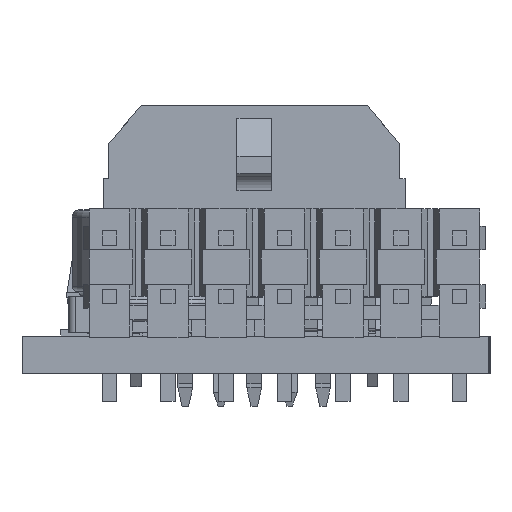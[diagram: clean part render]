
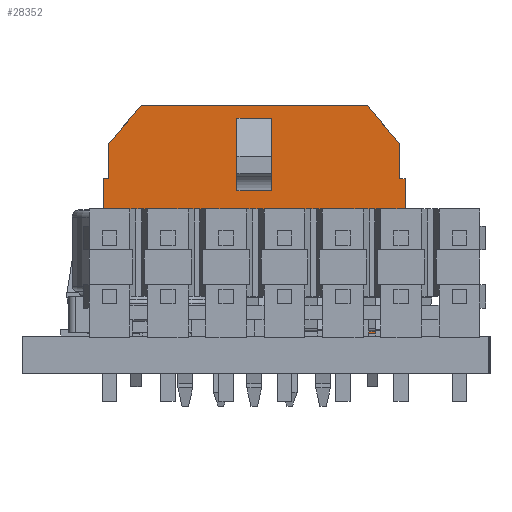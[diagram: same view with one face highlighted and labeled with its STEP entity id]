
A CAD part, left-side view. The second image highlights one B-rep face of the part: STEP entity #28352.
In plain terms, the highlighted planar face has unit normal (-1, 0, 0).
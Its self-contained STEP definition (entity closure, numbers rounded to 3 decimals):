
#305=FACE_BOUND('',#2886,.T.);
#1252=FACE_OUTER_BOUND('',#2885,.T.);
#2885=EDGE_LOOP('',(#19328,#19329,#19330,#19331,#19332,#19333,#19334,#19335,
#19336,#19337,#19338,#19339,#19340,#19341));
#2886=EDGE_LOOP('',(#19342,#19343,#19344,#19345));
#4397=LINE('',#39668,#7957);
#4407=LINE('',#39688,#7967);
#4817=LINE('',#40535,#8377);
#4925=LINE('',#40746,#8485);
#4957=LINE('',#40806,#8517);
#4968=LINE('',#40827,#8528);
#4985=LINE('',#40858,#8545);
#4988=LINE('',#40865,#8548);
#4989=LINE('',#40866,#8549);
#4990=LINE('',#40867,#8550);
#4991=LINE('',#40868,#8551);
#4992=LINE('',#40870,#8552);
#4993=LINE('',#40872,#8553);
#4994=LINE('',#40873,#8554);
#4995=LINE('',#40876,#8555);
#4996=LINE('',#40878,#8556);
#4997=LINE('',#40880,#8557);
#4998=LINE('',#40881,#8558);
#7957=VECTOR('',#32113,1.);
#7967=VECTOR('',#32129,1.);
#8377=VECTOR('',#32803,1.);
#8485=VECTOR('',#32953,1.);
#8517=VECTOR('',#32997,1.);
#8528=VECTOR('',#33012,1.);
#8545=VECTOR('',#33035,1.);
#8548=VECTOR('',#33042,1.);
#8549=VECTOR('',#33043,1.);
#8550=VECTOR('',#33044,1.);
#8551=VECTOR('',#33045,1.);
#8552=VECTOR('',#33046,1.);
#8553=VECTOR('',#33047,1.);
#8554=VECTOR('',#33048,1.);
#8555=VECTOR('',#33049,1.);
#8556=VECTOR('',#33050,1.);
#8557=VECTOR('',#33051,1.);
#8558=VECTOR('',#33052,1.);
#11523=VERTEX_POINT('',#39665);
#11524=VERTEX_POINT('',#39667);
#11531=VERTEX_POINT('',#39687);
#11835=VERTEX_POINT('',#40532);
#11836=VERTEX_POINT('',#40534);
#11918=VERTEX_POINT('',#40745);
#11939=VERTEX_POINT('',#40803);
#11940=VERTEX_POINT('',#40805);
#11947=VERTEX_POINT('',#40824);
#11948=VERTEX_POINT('',#40826);
#11960=VERTEX_POINT('',#40863);
#11961=VERTEX_POINT('',#40864);
#11962=VERTEX_POINT('',#40869);
#11963=VERTEX_POINT('',#40871);
#11964=VERTEX_POINT('',#40874);
#11965=VERTEX_POINT('',#40875);
#11966=VERTEX_POINT('',#40877);
#11967=VERTEX_POINT('',#40879);
#14191=EDGE_CURVE('',#11524,#11523,#4397,.T.);
#14201=EDGE_CURVE('',#11524,#11531,#4407,.T.);
#14619=EDGE_CURVE('',#11836,#11835,#4817,.T.);
#14727=EDGE_CURVE('',#11531,#11918,#4925,.T.);
#14759=EDGE_CURVE('',#11939,#11940,#4957,.T.);
#14770=EDGE_CURVE('',#11947,#11948,#4968,.T.);
#14787=EDGE_CURVE('',#11947,#11940,#4985,.T.);
#14790=EDGE_CURVE('',#11960,#11961,#4988,.T.);
#14791=EDGE_CURVE('',#11960,#11918,#4989,.T.);
#14792=EDGE_CURVE('',#11836,#11523,#4990,.T.);
#14793=EDGE_CURVE('',#11948,#11835,#4991,.T.);
#14794=EDGE_CURVE('',#11939,#11962,#4992,.T.);
#14795=EDGE_CURVE('',#11962,#11963,#4993,.T.);
#14796=EDGE_CURVE('',#11961,#11963,#4994,.T.);
#14797=EDGE_CURVE('',#11964,#11965,#4995,.T.);
#14798=EDGE_CURVE('',#11965,#11966,#4996,.T.);
#14799=EDGE_CURVE('',#11967,#11966,#4997,.T.);
#14800=EDGE_CURVE('',#11964,#11967,#4998,.T.);
#19328=ORIENTED_EDGE('',*,*,#14790,.F.);
#19329=ORIENTED_EDGE('',*,*,#14791,.T.);
#19330=ORIENTED_EDGE('',*,*,#14727,.F.);
#19331=ORIENTED_EDGE('',*,*,#14201,.F.);
#19332=ORIENTED_EDGE('',*,*,#14191,.T.);
#19333=ORIENTED_EDGE('',*,*,#14792,.F.);
#19334=ORIENTED_EDGE('',*,*,#14619,.T.);
#19335=ORIENTED_EDGE('',*,*,#14793,.F.);
#19336=ORIENTED_EDGE('',*,*,#14770,.F.);
#19337=ORIENTED_EDGE('',*,*,#14787,.T.);
#19338=ORIENTED_EDGE('',*,*,#14759,.F.);
#19339=ORIENTED_EDGE('',*,*,#14794,.T.);
#19340=ORIENTED_EDGE('',*,*,#14795,.T.);
#19341=ORIENTED_EDGE('',*,*,#14796,.F.);
#19342=ORIENTED_EDGE('',*,*,#14797,.T.);
#19343=ORIENTED_EDGE('',*,*,#14798,.T.);
#19344=ORIENTED_EDGE('',*,*,#14799,.F.);
#19345=ORIENTED_EDGE('',*,*,#14800,.F.);
#26252=PLANE('',#30031);
#28352=ADVANCED_FACE('',(#1252,#305),#26252,.T.);
#30031=AXIS2_PLACEMENT_3D('',#40862,#33040,#33041);
#32113=DIRECTION('',(0.,0.,1.));
#32129=DIRECTION('',(0.,-1.,0.));
#32803=DIRECTION('',(0.,1.,0.));
#32953=DIRECTION('',(0.,0.,-1.));
#32997=DIRECTION('',(0.,0.,1.));
#33012=DIRECTION('',(0.,0.,1.));
#33035=DIRECTION('',(0.,1.,0.));
#33040=DIRECTION('center_axis',(-1.,0.,0.));
#33041=DIRECTION('ref_axis',(0.,0.,1.));
#33042=DIRECTION('',(0.,0.,1.));
#33043=DIRECTION('',(0.,-1.,0.));
#33044=DIRECTION('',(0.,-0.649,-0.761));
#33045=DIRECTION('',(0.,-0.649,0.761));
#33046=DIRECTION('',(0.,-1.,0.));
#33047=DIRECTION('',(0.,0.,1.));
#33048=DIRECTION('',(0.,1.,0.));
#33049=DIRECTION('',(0.,0.,-1.));
#33050=DIRECTION('',(0.,1.,0.));
#33051=DIRECTION('',(0.,0.,-1.));
#33052=DIRECTION('',(0.,1.,0.));
#39665=CARTESIAN_POINT('',(97.539,54.683,8.395));
#39667=CARTESIAN_POINT('',(97.539,54.683,6.865));
#39668=CARTESIAN_POINT('',(97.539,54.683,6.865));
#39687=CARTESIAN_POINT('',(97.539,54.433,6.865));
#39688=CARTESIAN_POINT('',(97.539,54.683,6.865));
#40532=CARTESIAN_POINT('',(97.539,65.933,10.035));
#40534=CARTESIAN_POINT('',(97.539,56.083,10.035));
#40535=CARTESIAN_POINT('',(97.539,56.083,10.035));
#40745=CARTESIAN_POINT('',(97.539,54.433,0.125));
#40746=CARTESIAN_POINT('',(97.539,54.433,6.865));
#40803=CARTESIAN_POINT('',(97.539,67.583,0.125));
#40805=CARTESIAN_POINT('',(97.539,67.583,6.865));
#40806=CARTESIAN_POINT('',(97.539,67.583,0.125));
#40824=CARTESIAN_POINT('',(97.539,67.333,6.865));
#40826=CARTESIAN_POINT('',(97.539,67.333,8.395));
#40827=CARTESIAN_POINT('',(97.539,67.333,6.865));
#40858=CARTESIAN_POINT('',(97.539,67.333,6.865));
#40862=CARTESIAN_POINT('Origin',(97.539,54.683,0.125));
#40863=CARTESIAN_POINT('',(97.539,56.083,0.125));
#40864=CARTESIAN_POINT('',(97.539,56.083,1.875));
#40865=CARTESIAN_POINT('',(97.539,56.083,0.125));
#40866=CARTESIAN_POINT('',(97.539,56.083,0.125));
#40867=CARTESIAN_POINT('',(97.539,56.083,10.035));
#40868=CARTESIAN_POINT('',(97.539,67.333,8.395));
#40869=CARTESIAN_POINT('',(97.539,65.933,0.125));
#40870=CARTESIAN_POINT('',(97.539,67.583,0.125));
#40871=CARTESIAN_POINT('',(97.539,65.933,1.875));
#40872=CARTESIAN_POINT('',(97.539,65.933,0.125));
#40873=CARTESIAN_POINT('',(97.539,56.083,1.875));
#40874=CARTESIAN_POINT('',(97.539,60.258,9.495));
#40875=CARTESIAN_POINT('',(97.539,60.258,6.335));
#40876=CARTESIAN_POINT('',(97.539,60.258,9.495));
#40877=CARTESIAN_POINT('',(97.539,61.758,6.335));
#40878=CARTESIAN_POINT('',(97.539,60.258,6.335));
#40879=CARTESIAN_POINT('',(97.539,61.758,9.495));
#40880=CARTESIAN_POINT('',(97.539,61.758,9.495));
#40881=CARTESIAN_POINT('',(97.539,60.258,9.495));
